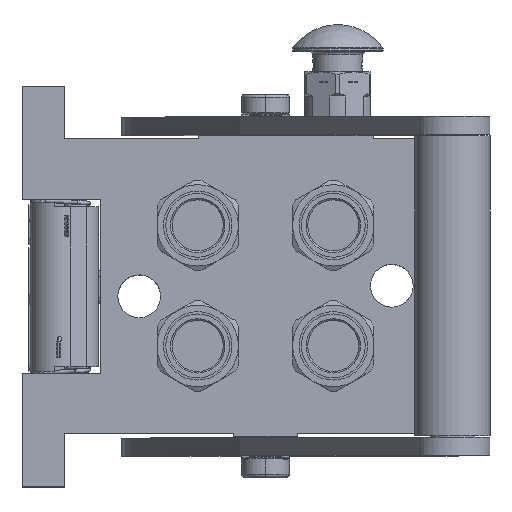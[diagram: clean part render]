
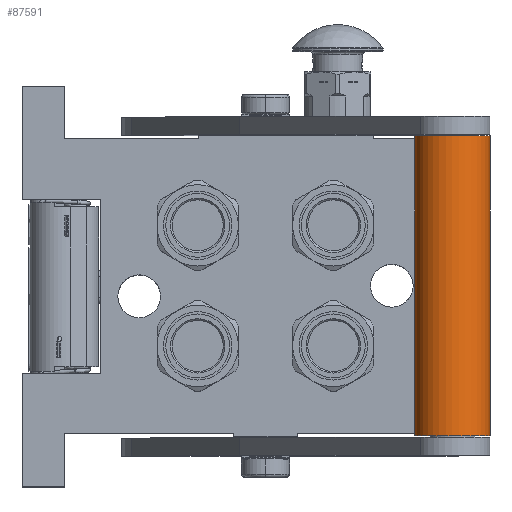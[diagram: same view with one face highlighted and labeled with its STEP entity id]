
A CAD part, top view. The second image highlights one B-rep face of the part: STEP entity #87591.
In plain terms, the highlighted cylindrical face has radius 12.5 mm (diameter 25 mm), a partial arc.
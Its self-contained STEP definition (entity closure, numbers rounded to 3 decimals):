
#949 = CARTESIAN_POINT ( 'NONE',  ( 4.5, 0., -12.5 ) ) ;
#5408 = EDGE_LOOP ( 'NONE', ( #111980, #5935, #21617, #83497 ) ) ;
#5935 = ORIENTED_EDGE ( 'NONE', *, *, #89967, .T. ) ;
#9172 = LINE ( 'NONE', #97973, #94701 ) ;
#9588 = CARTESIAN_POINT ( 'NONE',  ( -5.425, 0., 0. ) ) ;
#10725 = CARTESIAN_POINT ( 'NONE',  ( 104., 0., 0. ) ) ;
#10994 = CIRCLE ( 'NONE', #17159, 12.5 ) ;
#12218 = EDGE_CURVE ( 'NONE', #61079, #41498, #55086, .T. ) ;
#12274 = LINE ( 'NONE', #84947, #19065 ) ;
#13604 = FACE_OUTER_BOUND ( 'NONE', #5408, .T. ) ;
#14390 = CARTESIAN_POINT ( 'NONE',  ( 104., 0., 12.5 ) ) ;
#17159 = AXIS2_PLACEMENT_3D ( 'NONE', #17746, #27164, #79916 ) ;
#17746 = CARTESIAN_POINT ( 'NONE',  ( 4.5, 0., 0. ) ) ;
#19065 = VECTOR ( 'NONE', #104211, 1000. ) ;
#19501 = DIRECTION ( 'NONE',  ( -1., 0., 0. ) ) ;
#21617 = ORIENTED_EDGE ( 'NONE', *, *, #43484, .F. ) ;
#23344 = CARTESIAN_POINT ( 'NONE',  ( 4.5, 0., 12.5 ) ) ;
#27164 = DIRECTION ( 'NONE',  ( -1., 0., 0. ) ) ;
#35033 = DIRECTION ( 'NONE',  ( 0., 0., 1. ) ) ;
#35752 = AXIS2_PLACEMENT_3D ( 'NONE', #10725, #19501, #77140 ) ;
#41498 = VERTEX_POINT ( 'NONE', #14390 ) ;
#42867 = CARTESIAN_POINT ( 'NONE',  ( 104., 0., -12.5 ) ) ;
#43484 = EDGE_CURVE ( 'NONE', #84782, #44882, #10994, .T. ) ;
#44882 = VERTEX_POINT ( 'NONE', #23344 ) ;
#46074 = DIRECTION ( 'NONE',  ( -1., 0., 0. ) ) ;
#48899 = CYLINDRICAL_SURFACE ( 'NONE', #65082, 12.5 ) ;
#55086 = CIRCLE ( 'NONE', #35752, 12.5 ) ;
#61079 = VERTEX_POINT ( 'NONE', #42867 ) ;
#65082 = AXIS2_PLACEMENT_3D ( 'NONE', #9588, #69914, #35033 ) ;
#69914 = DIRECTION ( 'NONE',  ( -1., 0., 0. ) ) ;
#77140 = DIRECTION ( 'NONE',  ( 0., 0., -1. ) ) ;
#78214 = EDGE_CURVE ( 'NONE', #61079, #84782, #12274, .T. ) ;
#79916 = DIRECTION ( 'NONE',  ( 0., 0., -1. ) ) ;
#83497 = ORIENTED_EDGE ( 'NONE', *, *, #78214, .F. ) ;
#84782 = VERTEX_POINT ( 'NONE', #949 ) ;
#84947 = CARTESIAN_POINT ( 'NONE',  ( 104., 0., -12.5 ) ) ;
#87591 = ADVANCED_FACE ( 'NONE', ( #13604 ), #48899, .T. ) ;
#89967 = EDGE_CURVE ( 'NONE', #41498, #44882, #9172, .T. ) ;
#94701 = VECTOR ( 'NONE', #46074, 1000. ) ;
#97973 = CARTESIAN_POINT ( 'NONE',  ( 104., 0., 12.5 ) ) ;
#104211 = DIRECTION ( 'NONE',  ( -1., 0., 0. ) ) ;
#111980 = ORIENTED_EDGE ( 'NONE', *, *, #12218, .T. ) ;
